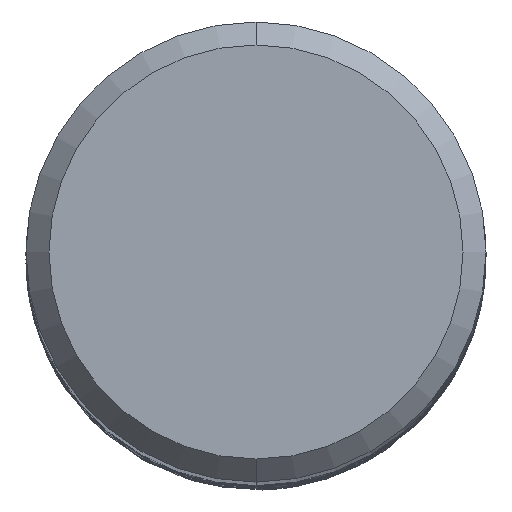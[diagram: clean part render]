
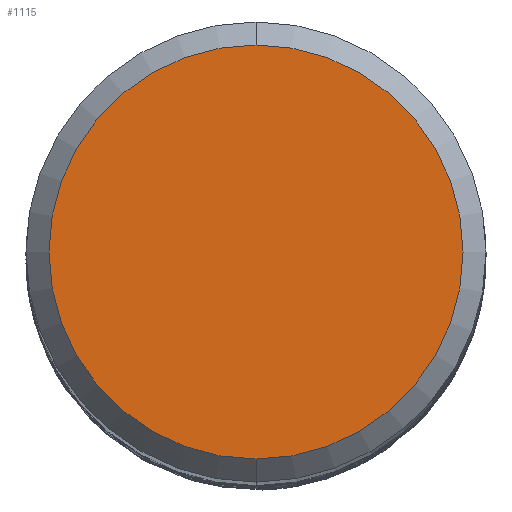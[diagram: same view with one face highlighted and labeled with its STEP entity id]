
A CAD part, top view. The second image highlights one B-rep face of the part: STEP entity #1115.
In plain terms, the highlighted planar face has unit normal (0, 0, 1).
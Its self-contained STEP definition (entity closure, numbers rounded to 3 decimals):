
#777=VERTEX_POINT('',#2018);
#1115=ADVANCED_FACE('',(#2380),#2381,.T.);
#1281=EDGE_CURVE('',#1841,#777,#2566,.T.);
#1763=EDGE_CURVE('',#777,#1841,#3094,.T.);
#1841=VERTEX_POINT('',#3181);
#2018=CARTESIAN_POINT('',(0.0,5.4,0.0));
#2380=FACE_OUTER_BOUND('',#10606,.T.);
#2381=PLANE('',#10607);
#2566=CIRCLE('',#13595,5.4);
#3094=CIRCLE('',#24276,5.4);
#3181=CARTESIAN_POINT('',(0.,-5.4,0.0));
#10606=EDGE_LOOP('',(#25967,#25968));
#10607=AXIS2_PLACEMENT_3D('',#25969,#25970,#25971);
#13595=AXIS2_PLACEMENT_3D('',#26198,#26199,#26200);
#24276=AXIS2_PLACEMENT_3D('',#26721,#26722,#26723);
#25967=ORIENTED_EDGE('',*,*,#1763,.F.);
#25968=ORIENTED_EDGE('',*,*,#1281,.F.);
#25969=CARTESIAN_POINT('',(0.0,2.7,0.0));
#25970=DIRECTION('',(-0.0,0.0,1.0));
#25971=DIRECTION('',(0.0,-1.0,0.0));
#26198=CARTESIAN_POINT('',(0.0,0.0,0.0));
#26199=DIRECTION('',(0.0,0.0,-1.0));
#26200=DIRECTION('',(0.0,1.0,0.0));
#26721=CARTESIAN_POINT('',(0.0,0.0,0.0));
#26722=DIRECTION('',(0.0,0.0,-1.0));
#26723=DIRECTION('',(0.0,1.0,0.0));
